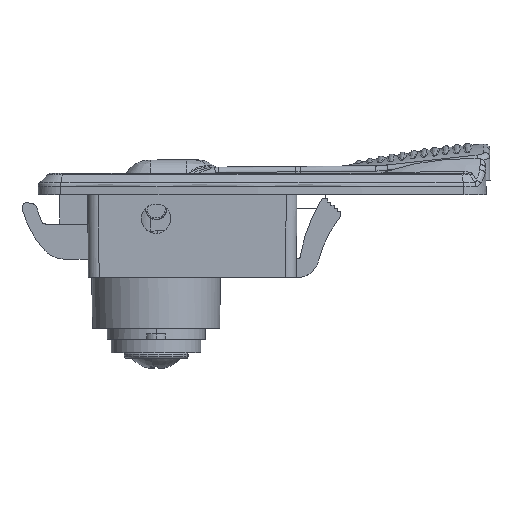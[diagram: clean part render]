
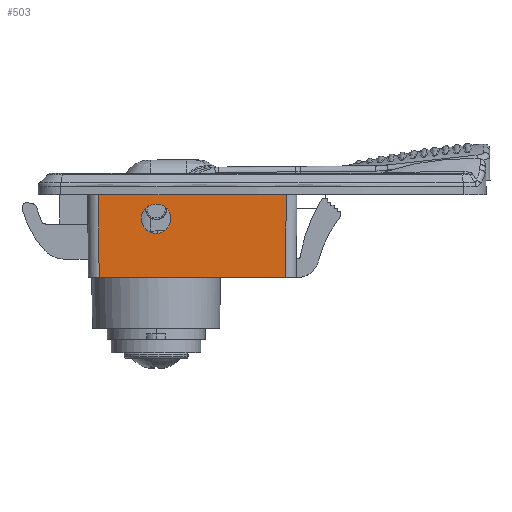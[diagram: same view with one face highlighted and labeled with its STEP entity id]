
A CAD part, front view. The second image highlights one B-rep face of the part: STEP entity #503.
In plain terms, the highlighted planar face has unit normal (0, -1, -0.009).
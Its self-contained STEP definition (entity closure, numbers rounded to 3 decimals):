
#81 = CARTESIAN_POINT ( 'NONE',  ( 6.469, -12.075, -0.094 ) ) ;
#95 = CARTESIAN_POINT ( 'NONE',  ( 4.229, -11.942, -15.327 ) ) ;
#469 = CARTESIAN_POINT ( 'NONE',  ( -0.084, -12.075, -0.094 ) ) ;
#503 = ADVANCED_FACE ( 'NONE', ( #7786, #9359 ), #16836, .T. ) ;
#522 = DIRECTION ( 'NONE',  ( -0.009, 0.009, -1. ) ) ;
#730 = EDGE_LOOP ( 'NONE', ( #21377, #4478, #23901, #13126 ) ) ;
#736 = CARTESIAN_POINT ( 'NONE',  ( -19.597, -12.06, -1.814 ) ) ;
#1336 = VERTEX_POINT ( 'NONE', #12079 ) ;
#1602 = CARTESIAN_POINT ( 'NONE',  ( -30.219, -12.075, -0.094 ) ) ;
#2364 = LINE ( 'NONE', #15068, #7791 ) ;
#3430 = CARTESIAN_POINT ( 'NONE',  ( -19.597, -12.013, -7.219 ) ) ;
#4049 = CARTESIAN_POINT ( 'NONE',  ( -19.597, -12.013, -7.219 ) ) ;
#4478 = ORIENTED_EDGE ( 'NONE', *, *, #11340, .F. ) ;
#4760 = EDGE_CURVE ( 'NONE', #21732, #18164, #9461, .T. ) ;
#5137 = DIRECTION ( 'NONE',  ( -1., 0., 0. ) ) ;
#5496 = LINE ( 'NONE', #20197, #22896 ) ;
#6920 = CARTESIAN_POINT ( 'NONE',  ( -19.597, -12.013, -7.219 ) ) ;
#7100 = CARTESIAN_POINT ( 'NONE',  ( -14.163, -12.06, -1.814 ) ) ;
#7542 = DIRECTION ( 'NONE',  ( 0., -1., -0.009 ) ) ;
#7786 = FACE_BOUND ( 'NONE', #7907, .T. ) ;
#7791 = VECTOR ( 'NONE', #522, 1000. ) ;
#7907 = EDGE_LOOP ( 'NONE', ( #16685, #24153 ) ) ;
#7958 = CARTESIAN_POINT ( 'NONE',  ( -25.032, -12.06, -1.814 ) ) ;
#8949 = EDGE_CURVE ( 'NONE', #17697, #1336, #17324, .T. ) ;
#9183 = VERTEX_POINT ( 'NONE', #19068 ) ;
#9359 = FACE_OUTER_BOUND ( 'NONE', #730, .T. ) ;
#9461 = LINE ( 'NONE', #11051, #23542 ) ;
#9550 = VECTOR ( 'NONE', #19064, 1000. ) ;
#11051 = CARTESIAN_POINT ( 'NONE',  ( -30.155, -12.012, -7.33 ) ) ;
#11286 = DIRECTION ( 'NONE',  ( -0.009, -0.009, 1. ) ) ;
#11340 = EDGE_CURVE ( 'NONE', #18164, #9183, #19189, .T. ) ;
#11484 = CARTESIAN_POINT ( 'NONE',  ( -25.032, -12.013, -7.219 ) ) ;
#12079 = CARTESIAN_POINT ( 'NONE',  ( -19.597, -12.06, -1.814 ) ) ;
#12816 = EDGE_CURVE ( 'NONE', #14297, #21732, #5496, .T. ) ;
#12857 = EDGE_CURVE ( 'NONE', #1336, #17697, #23908, .T. ) ;
#13078 = CARTESIAN_POINT ( 'NONE',  ( -19.597, -12.06, -1.814 ) ) ;
#13126 = ORIENTED_EDGE ( 'NONE', *, *, #12816, .F. ) ;
#14297 = VERTEX_POINT ( 'NONE', #95 ) ;
#14550 = CARTESIAN_POINT ( 'NONE',  ( -14.163, -12.013, -7.219 ) ) ;
#15068 = CARTESIAN_POINT ( 'NONE',  ( 4.299, -12.012, -7.33 ) ) ;
#15634 = CARTESIAN_POINT ( 'NONE',  ( -30.085, -11.942, -15.327 ) ) ;
#16685 = ORIENTED_EDGE ( 'NONE', *, *, #8949, .T. ) ;
#16836 = PLANE ( 'NONE',  #19422 ) ;
#17324 =( BOUNDED_CURVE ( )  B_SPLINE_CURVE ( 3, ( #4049, #11484, #7958, #736 ),
 .UNSPECIFIED., .F., .F. ) 
 B_SPLINE_CURVE_WITH_KNOTS ( ( 4, 4 ),
 ( 0.5, 1. ),
 .UNSPECIFIED. ) 
 CURVE ( )  GEOMETRIC_REPRESENTATION_ITEM ( )  RATIONAL_B_SPLINE_CURVE ( ( 1., 0.333, 0.333, 1. ) ) 
 REPRESENTATION_ITEM ( '' )  );
#17697 = VERTEX_POINT ( 'NONE', #6920 ) ;
#18164 = VERTEX_POINT ( 'NONE', #1602 ) ;
#19064 = DIRECTION ( 'NONE',  ( 1., 0., 0. ) ) ;
#19068 = CARTESIAN_POINT ( 'NONE',  ( 4.362, -12.075, -0.094 ) ) ;
#19189 = LINE ( 'NONE', #469, #9550 ) ;
#19422 = AXIS2_PLACEMENT_3D ( 'NONE', #81, #7542, #22250 ) ;
#20197 = CARTESIAN_POINT ( 'NONE',  ( -17.547, -11.942, -15.327 ) ) ;
#21377 = ORIENTED_EDGE ( 'NONE', *, *, #23904, .F. ) ;
#21732 = VERTEX_POINT ( 'NONE', #15634 ) ;
#22250 = DIRECTION ( 'NONE',  ( -1., 0., 0. ) ) ;
#22896 = VECTOR ( 'NONE', #5137, 1000. ) ;
#23542 = VECTOR ( 'NONE', #11286, 1000. ) ;
#23901 = ORIENTED_EDGE ( 'NONE', *, *, #4760, .F. ) ;
#23904 = EDGE_CURVE ( 'NONE', #9183, #14297, #2364, .T. ) ;
#23908 =( BOUNDED_CURVE ( )  B_SPLINE_CURVE ( 3, ( #13078, #7100, #14550, #3430 ),
 .UNSPECIFIED., .F., .F. ) 
 B_SPLINE_CURVE_WITH_KNOTS ( ( 4, 4 ),
 ( 0., 0.5 ),
 .UNSPECIFIED. ) 
 CURVE ( )  GEOMETRIC_REPRESENTATION_ITEM ( )  RATIONAL_B_SPLINE_CURVE ( ( 1., 0.333, 0.333, 1. ) ) 
 REPRESENTATION_ITEM ( '' )  );
#24153 = ORIENTED_EDGE ( 'NONE', *, *, #12857, .T. ) ;
